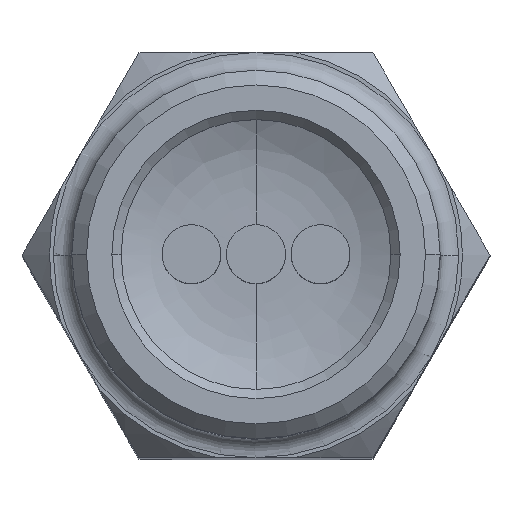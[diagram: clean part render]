
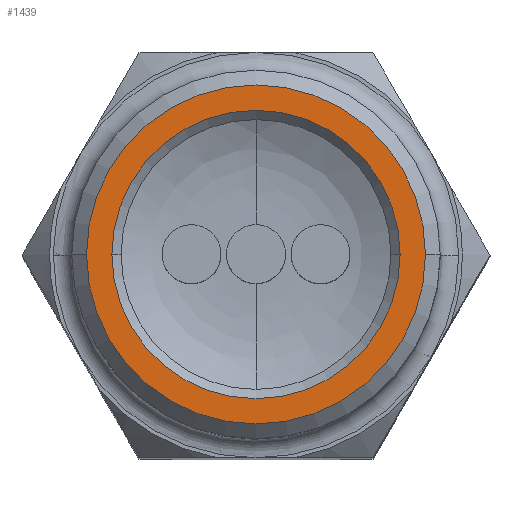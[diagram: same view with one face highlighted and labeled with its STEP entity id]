
A CAD part, top view. The second image highlights one B-rep face of the part: STEP entity #1439.
In plain terms, the highlighted planar face has unit normal (0, 0, 1).
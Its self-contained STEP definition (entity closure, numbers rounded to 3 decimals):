
#409=CARTESIAN_POINT('',(0.,0.,75.));
#410=DIRECTION('',(0.,0.,-1.));
#411=DIRECTION('',(-1.,0.,0.));
#412=AXIS2_PLACEMENT_3D('',#409,#410,#411);
#414=CARTESIAN_POINT('',(0.,0.,75.));
#415=DIRECTION('',(0.,0.,-1.));
#416=DIRECTION('',(0.,1.,0.));
#417=AXIS2_PLACEMENT_3D('',#414,#415,#416);
#419=CARTESIAN_POINT('',(0.,0.,75.));
#420=DIRECTION('',(0.,0.,-1.));
#421=DIRECTION('',(1.,0.,0.));
#422=AXIS2_PLACEMENT_3D('',#419,#420,#421);
#424=CARTESIAN_POINT('',(0.,0.,75.));
#425=DIRECTION('',(0.,0.,-1.));
#426=DIRECTION('',(0.,-1.,0.));
#427=AXIS2_PLACEMENT_3D('',#424,#425,#426);
#429=CARTESIAN_POINT('',(0.,0.,75.));
#430=DIRECTION('',(0.,0.,1.));
#431=DIRECTION('',(1.,0.,0.));
#432=AXIS2_PLACEMENT_3D('',#429,#430,#431);
#434=CARTESIAN_POINT('',(0.,0.,75.));
#435=DIRECTION('',(0.,0.,1.));
#436=DIRECTION('',(0.,1.,0.));
#437=AXIS2_PLACEMENT_3D('',#434,#435,#436);
#439=CARTESIAN_POINT('',(0.,0.,75.));
#440=DIRECTION('',(0.,0.,1.));
#441=DIRECTION('',(-1.,0.,0.));
#442=AXIS2_PLACEMENT_3D('',#439,#440,#441);
#444=CARTESIAN_POINT('',(0.,0.,75.));
#445=DIRECTION('',(0.,0.,1.));
#446=DIRECTION('',(0.,-1.,0.));
#447=AXIS2_PLACEMENT_3D('',#444,#445,#446);
#838=CARTESIAN_POINT('',(0.,9.2,75.));
#839=CARTESIAN_POINT('',(9.2,0.,75.));
#840=VERTEX_POINT('',#838);
#841=VERTEX_POINT('',#839);
#842=CARTESIAN_POINT('',(-9.2,0.,75.));
#843=VERTEX_POINT('',#842);
#844=CARTESIAN_POINT('',(0.,-9.2,75.));
#845=VERTEX_POINT('',#844);
#846=CARTESIAN_POINT('',(0.,7.825,75.));
#847=CARTESIAN_POINT('',(-7.825,0.,75.));
#848=VERTEX_POINT('',#846);
#849=VERTEX_POINT('',#847);
#850=CARTESIAN_POINT('',(7.825,0.,75.));
#851=VERTEX_POINT('',#850);
#852=CARTESIAN_POINT('',(0.,-7.825,75.));
#853=VERTEX_POINT('',#852);
#1416=CARTESIAN_POINT('',(0.,0.,75.));
#1417=DIRECTION('',(0.,0.,1.));
#1418=DIRECTION('',(1.,0.,0.));
#1419=AXIS2_PLACEMENT_3D('',#1416,#1417,#1418);
#1420=PLANE('',#1419);
#1422=ORIENTED_EDGE('',*,*,#1421,.T.);
#1424=ORIENTED_EDGE('',*,*,#1423,.T.);
#1425=ORIENTED_EDGE('',*,*,#1398,.T.);
#1426=ORIENTED_EDGE('',*,*,#1396,.T.);
#1427=EDGE_LOOP('',(#1422,#1424,#1425,#1426));
#1428=FACE_OUTER_BOUND('',#1427,.F.);
#1430=ORIENTED_EDGE('',*,*,#1429,.T.);
#1432=ORIENTED_EDGE('',*,*,#1431,.T.);
#1434=ORIENTED_EDGE('',*,*,#1433,.T.);
#1436=ORIENTED_EDGE('',*,*,#1435,.T.);
#1437=EDGE_LOOP('',(#1430,#1432,#1434,#1436));
#1438=FACE_BOUND('',#1437,.F.);
#1439=ADVANCED_FACE('',(#1428,#1438),#1420,.T.);
#413=CIRCLE('',#412,9.2);
#418=CIRCLE('',#417,9.2);
#423=CIRCLE('',#422,9.2);
#428=CIRCLE('',#427,9.2);
#433=CIRCLE('',#432,7.825);
#438=CIRCLE('',#437,7.825);
#443=CIRCLE('',#442,7.825);
#448=CIRCLE('',#447,7.825);
#1396=EDGE_CURVE('',#845,#843,#428,.T.);
#1398=EDGE_CURVE('',#841,#845,#423,.T.);
#1421=EDGE_CURVE('',#843,#840,#413,.T.);
#1423=EDGE_CURVE('',#840,#841,#418,.T.);
#1429=EDGE_CURVE('',#851,#848,#433,.T.);
#1431=EDGE_CURVE('',#848,#849,#438,.T.);
#1433=EDGE_CURVE('',#849,#853,#443,.T.);
#1435=EDGE_CURVE('',#853,#851,#448,.T.);
